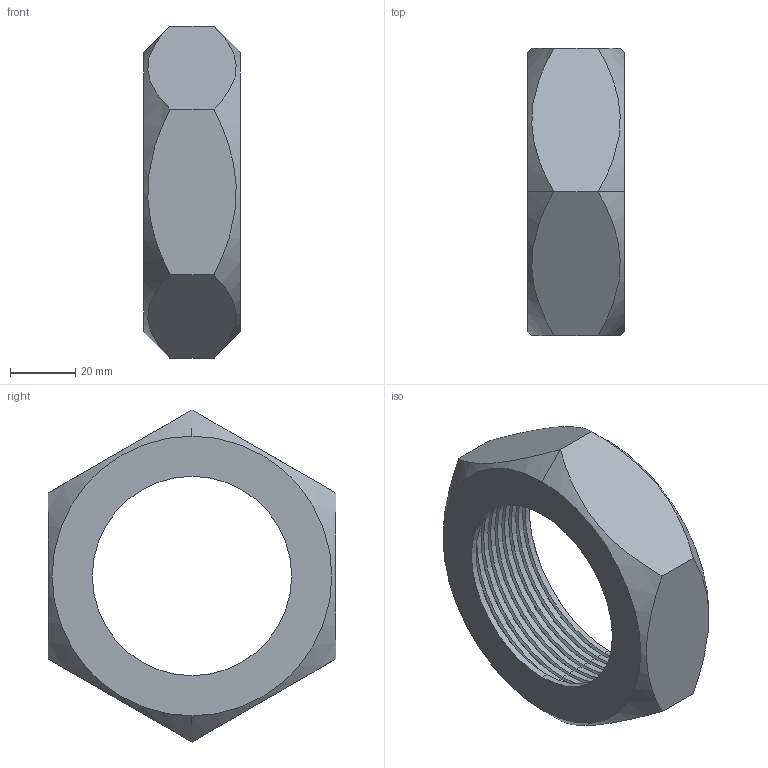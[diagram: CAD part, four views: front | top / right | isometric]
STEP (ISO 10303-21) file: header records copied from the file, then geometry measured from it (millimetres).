
FILE_DESCRIPTION (( 'STEP AP203' ), '1' );
FILE_NAME ('3D_R9364_50_17112260.STEP', '2024-08-20T06:26:31', ( '' ), ( '' ), 'SwSTEP 2.0', 'SolidWorks 2024', '' );
FILE_SCHEMA (( 'CONFIG_CONTROL_DESIGN' ));
Length unit declared in the file: millimetre
Products named in the file (1): 3D_R9364_50_17112260
Bounding box: 29.5 x 88 x 101.61 mm (x, y, z)
Volume: 80620.5 mm3; surface area: 23664.2 mm2
Topology: 1 solids, 1 shells, 40 faces, 104 edges, 67 vertices
Faces by surface type: cylinder 22, plane 10, cone 4, bspline 4
Entity records: 3750 total; most frequent: CARTESIAN_POINT 2857, ORIENTED_EDGE 208, DIRECTION 131, EDGE_CURVE 104, VERTEX_POINT 67, AXIS2_PLACEMENT_3D 50, EDGE_LOOP 43, ADVANCED_FACE 40
